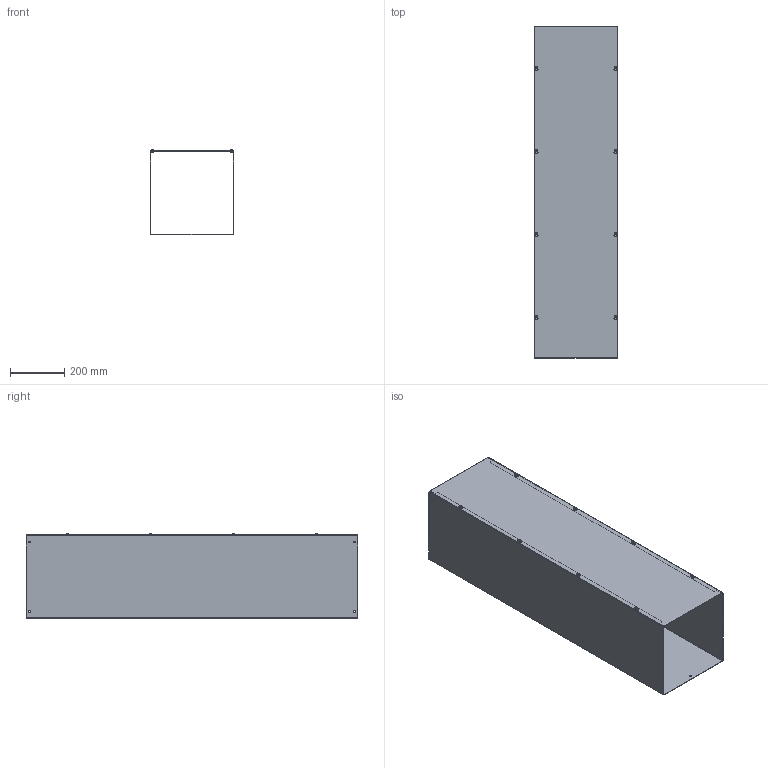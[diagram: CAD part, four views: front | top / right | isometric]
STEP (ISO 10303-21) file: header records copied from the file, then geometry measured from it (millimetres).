
FILE_DESCRIPTION (( 'STEP AP203' ), '1' );
FILE_NAME ('CWSC1248NK.step', '2024-04-25T14:09:24', ( '' ), ( '' ), 'SwSTEP 2.0', 'SolidWorks 2023', '' );
FILE_SCHEMA (( 'CONFIG_CONTROL_DESIGN' ));
Length unit declared in the file: inch
Products named in the file (1): CWSC1248NK
Bounding box: 308.46 x 1219.2 x 313.05 mm (x, y, z)
Volume: 2854967.7 mm3; surface area: 3075006.2 mm2
Topology: 10 solids, 10 shells, 304 faces, 780 edges, 504 vertices
Faces by surface type: plane 148, cylinder 108, bspline 32, cone 16
Entity records: 10893 total; most frequent: CARTESIAN_POINT 3397, ORIENTED_EDGE 1560, DIRECTION 1526, EDGE_CURVE 780, AXIS2_PLACEMENT_3D 553, VERTEX_POINT 504, VECTOR 420, LINE 420
